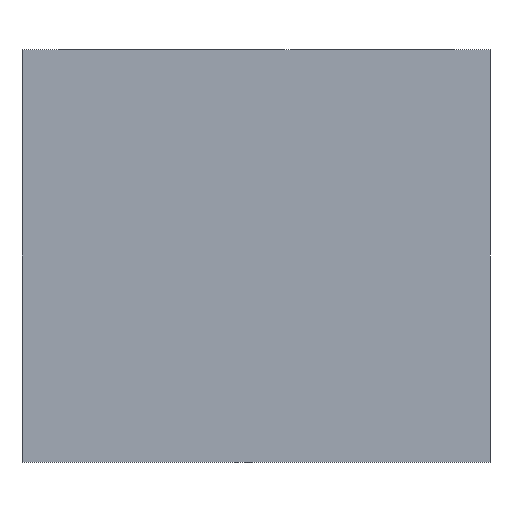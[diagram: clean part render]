
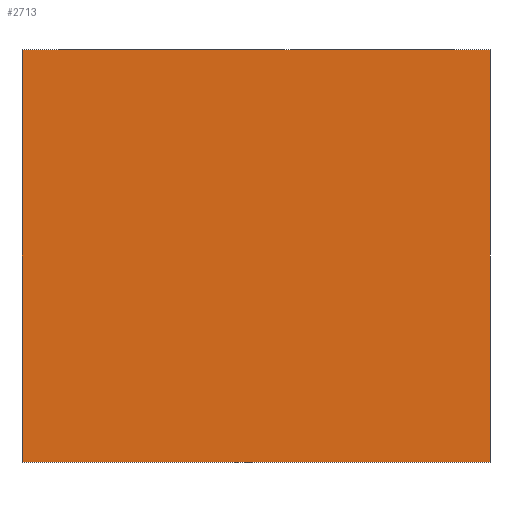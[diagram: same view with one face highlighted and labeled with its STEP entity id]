
A CAD part, front view. The second image highlights one B-rep face of the part: STEP entity #2713.
In plain terms, the highlighted planar face has unit normal (0, -1, 0).
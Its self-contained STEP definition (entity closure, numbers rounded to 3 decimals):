
#191=FACE_OUTER_BOUND('',#342,.T.);
#342=EDGE_LOOP('',(#2283,#2284,#2285,#2286));
#729=LINE('',#4286,#1089);
#730=LINE('',#4289,#1090);
#731=LINE('',#4291,#1091);
#732=LINE('',#4292,#1092);
#1089=VECTOR('',#3532,10.);
#1090=VECTOR('',#3535,10.);
#1091=VECTOR('',#3536,10.);
#1092=VECTOR('',#3537,10.);
#1331=VERTEX_POINT('',#4282);
#1332=VERTEX_POINT('',#4284);
#1333=VERTEX_POINT('',#4288);
#1334=VERTEX_POINT('',#4290);
#1689=EDGE_CURVE('',#1331,#1332,#729,.T.);
#1690=EDGE_CURVE('',#1333,#1331,#730,.T.);
#1691=EDGE_CURVE('',#1334,#1332,#731,.T.);
#1692=EDGE_CURVE('',#1333,#1334,#732,.T.);
#2283=ORIENTED_EDGE('',*,*,#1690,.T.);
#2284=ORIENTED_EDGE('',*,*,#1689,.T.);
#2285=ORIENTED_EDGE('',*,*,#1691,.F.);
#2286=ORIENTED_EDGE('',*,*,#1692,.F.);
#2562=PLANE('',#2878);
#2713=ADVANCED_FACE('',(#191),#2562,.T.);
#2878=AXIS2_PLACEMENT_3D('',#4287,#3533,#3534);
#3532=DIRECTION('',(0.,0.,1.));
#3533=DIRECTION('center_axis',(0.,-1.,0.));
#3534=DIRECTION('ref_axis',(1.,0.,0.));
#3535=DIRECTION('',(1.,0.,0.));
#3536=DIRECTION('',(1.,0.,0.));
#3537=DIRECTION('',(0.,0.,1.));
#4282=CARTESIAN_POINT('',(51.1,-297.942,3.175));
#4284=CARTESIAN_POINT('',(51.1,-297.942,48.175));
#4286=CARTESIAN_POINT('',(51.1,-297.942,3.175));
#4287=CARTESIAN_POINT('Origin',(0.,-297.942,3.175));
#4288=CARTESIAN_POINT('',(0.,-297.942,3.175));
#4289=CARTESIAN_POINT('',(0.,-297.942,3.175));
#4290=CARTESIAN_POINT('',(0.,-297.942,48.175));
#4291=CARTESIAN_POINT('',(0.,-297.942,48.175));
#4292=CARTESIAN_POINT('',(0.,-297.942,3.175));
